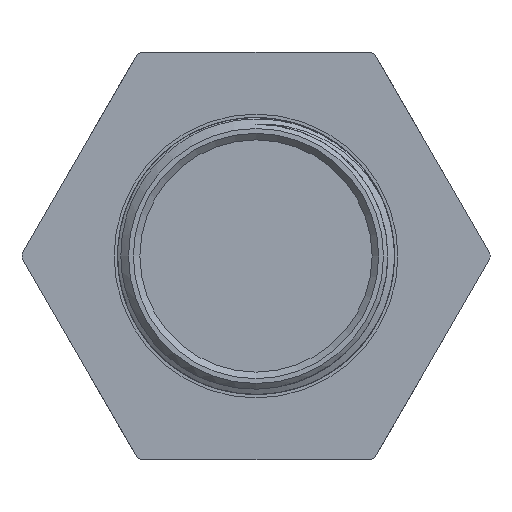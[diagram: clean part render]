
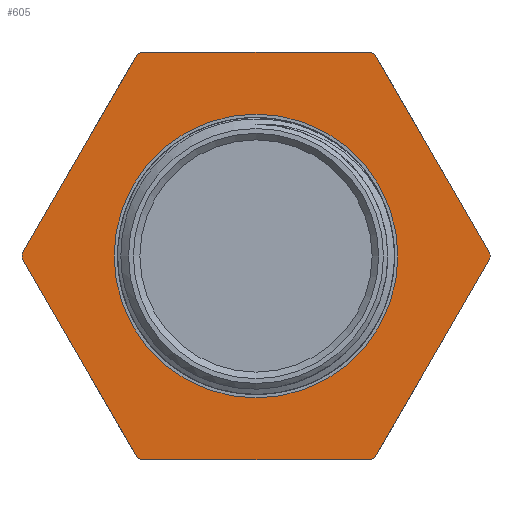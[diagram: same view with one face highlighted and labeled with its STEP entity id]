
A CAD part, left-side view. The second image highlights one B-rep face of the part: STEP entity #605.
In plain terms, the highlighted planar face has unit normal (-1, 0, 0).
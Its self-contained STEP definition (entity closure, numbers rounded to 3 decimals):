
#27=LINE('',#4727,#45);
#31=LINE('',#4752,#49);
#34=LINE('',#4767,#52);
#37=LINE('',#4782,#55);
#40=LINE('',#4797,#58);
#43=LINE('',#4812,#61);
#45=VECTOR('',#733,10.);
#49=VECTOR('',#739,10.);
#52=VECTOR('',#744,10.);
#55=VECTOR('',#749,10.);
#58=VECTOR('',#754,10.);
#61=VECTOR('',#759,10.);
#70=PLANE('',#673);
#96=FACE_BOUND('',#180,.T.);
#135=FACE_OUTER_BOUND('',#179,.T.);
#179=EDGE_LOOP('',(#517,#518,#519,#520,#521,#522,#523,#524,#525,#526,#527,
#528));
#180=EDGE_LOOP('',(#529));
#239=CIRCLE('',#664,27.);
#240=CIRCLE('',#666,27.);
#241=CIRCLE('',#668,27.);
#242=CIRCLE('',#670,27.);
#243=CIRCLE('',#672,27.);
#244=CIRCLE('',#674,27.);
#245=CIRCLE('',#675,16.375);
#273=VERTEX_POINT('',#4725);
#274=VERTEX_POINT('',#4726);
#281=VERTEX_POINT('',#4749);
#282=VERTEX_POINT('',#4751);
#286=VERTEX_POINT('',#4764);
#287=VERTEX_POINT('',#4766);
#291=VERTEX_POINT('',#4779);
#292=VERTEX_POINT('',#4781);
#296=VERTEX_POINT('',#4794);
#297=VERTEX_POINT('',#4796);
#301=VERTEX_POINT('',#4809);
#302=VERTEX_POINT('',#4811);
#303=VERTEX_POINT('',#4841);
#339=EDGE_CURVE('',#273,#274,#27,.T.);
#347=EDGE_CURVE('',#282,#281,#31,.T.);
#352=EDGE_CURVE('',#287,#286,#34,.T.);
#357=EDGE_CURVE('',#292,#291,#37,.T.);
#362=EDGE_CURVE('',#297,#296,#40,.T.);
#367=EDGE_CURVE('',#302,#301,#43,.T.);
#379=EDGE_CURVE('',#302,#291,#239,.T.);
#380=EDGE_CURVE('',#292,#286,#240,.T.);
#381=EDGE_CURVE('',#287,#274,#241,.T.);
#382=EDGE_CURVE('',#297,#281,#242,.T.);
#383=EDGE_CURVE('',#282,#301,#243,.T.);
#384=EDGE_CURVE('',#273,#296,#244,.T.);
#385=EDGE_CURVE('',#303,#303,#245,.T.);
#517=ORIENTED_EDGE('',*,*,#339,.T.);
#518=ORIENTED_EDGE('',*,*,#381,.F.);
#519=ORIENTED_EDGE('',*,*,#352,.T.);
#520=ORIENTED_EDGE('',*,*,#380,.F.);
#521=ORIENTED_EDGE('',*,*,#357,.T.);
#522=ORIENTED_EDGE('',*,*,#379,.F.);
#523=ORIENTED_EDGE('',*,*,#367,.T.);
#524=ORIENTED_EDGE('',*,*,#383,.F.);
#525=ORIENTED_EDGE('',*,*,#347,.T.);
#526=ORIENTED_EDGE('',*,*,#382,.F.);
#527=ORIENTED_EDGE('',*,*,#362,.T.);
#528=ORIENTED_EDGE('',*,*,#384,.F.);
#529=ORIENTED_EDGE('',*,*,#385,.T.);
#605=ADVANCED_FACE('',(#135,#96),#70,.T.);
#664=AXIS2_PLACEMENT_3D('',#4830,#793,#794);
#666=AXIS2_PLACEMENT_3D('',#4832,#797,#798);
#668=AXIS2_PLACEMENT_3D('',#4834,#801,#802);
#670=AXIS2_PLACEMENT_3D('',#4836,#805,#806);
#672=AXIS2_PLACEMENT_3D('',#4838,#809,#810);
#673=AXIS2_PLACEMENT_3D('',#4839,#811,#812);
#674=AXIS2_PLACEMENT_3D('',#4840,#813,#814);
#675=AXIS2_PLACEMENT_3D('',#4842,#815,#816);
#733=DIRECTION('',(0.,0.5,-0.866));
#739=DIRECTION('',(0.,0.5,0.866));
#744=DIRECTION('',(0.,-0.5,-0.866));
#749=DIRECTION('',(0.,-1.,0.));
#754=DIRECTION('',(0.,1.,0.));
#759=DIRECTION('',(0.,-0.5,0.866));
#793=DIRECTION('center_axis',(1.,0.,0.));
#794=DIRECTION('ref_axis',(0.,0.,-1.));
#797=DIRECTION('center_axis',(1.,0.,0.));
#798=DIRECTION('ref_axis',(0.,0.,-1.));
#801=DIRECTION('center_axis',(1.,0.,0.));
#802=DIRECTION('ref_axis',(0.,0.,-1.));
#805=DIRECTION('center_axis',(1.,0.,0.));
#806=DIRECTION('ref_axis',(0.,0.,-1.));
#809=DIRECTION('center_axis',(1.,0.,0.));
#810=DIRECTION('ref_axis',(0.,0.,-1.));
#811=DIRECTION('center_axis',(-1.,0.,0.));
#812=DIRECTION('ref_axis',(0.,0.,1.));
#813=DIRECTION('center_axis',(1.,0.,0.));
#814=DIRECTION('ref_axis',(0.,0.,-1.));
#815=DIRECTION('center_axis',(1.,0.,0.));
#816=DIRECTION('ref_axis',(0.,0.,-1.));
#4725=CARTESIAN_POINT('',(-27.5,13.704,23.264));
#4726=CARTESIAN_POINT('',(-27.5,26.999,0.236));
#4727=CARTESIAN_POINT('',(-27.5,27.05,0.148));
#4749=CARTESIAN_POINT('',(-27.5,-13.704,23.264));
#4751=CARTESIAN_POINT('',(-27.5,-26.999,0.236));
#4752=CARTESIAN_POINT('',(-27.5,-13.653,23.352));
#4764=CARTESIAN_POINT('',(-27.5,13.704,-23.264));
#4766=CARTESIAN_POINT('',(-27.5,26.999,-0.236));
#4767=CARTESIAN_POINT('',(-27.5,20.403,-11.661));
#4779=CARTESIAN_POINT('',(-27.5,-13.295,-23.5));
#4781=CARTESIAN_POINT('',(-27.5,13.295,-23.5));
#4782=CARTESIAN_POINT('',(-27.5,6.853,-23.5));
#4794=CARTESIAN_POINT('',(-27.5,13.295,23.5));
#4796=CARTESIAN_POINT('',(-27.5,-13.295,23.5));
#4797=CARTESIAN_POINT('',(-27.5,20.147,23.5));
#4809=CARTESIAN_POINT('',(-27.5,-26.999,-0.236));
#4811=CARTESIAN_POINT('',(-27.5,-13.704,-23.264));
#4812=CARTESIAN_POINT('',(-27.5,-20.3,-11.839));
#4830=CARTESIAN_POINT('Origin',(-27.5,0.,0.));
#4832=CARTESIAN_POINT('Origin',(-27.5,0.,0.));
#4834=CARTESIAN_POINT('Origin',(-27.5,0.,0.));
#4836=CARTESIAN_POINT('Origin',(-27.5,0.,0.));
#4838=CARTESIAN_POINT('Origin',(-27.5,0.,0.));
#4839=CARTESIAN_POINT('Origin',(-27.5,27.,0.));
#4840=CARTESIAN_POINT('Origin',(-27.5,0.,0.));
#4841=CARTESIAN_POINT('',(-27.5,16.375,0.));
#4842=CARTESIAN_POINT('Origin',(-27.5,0.,0.));
